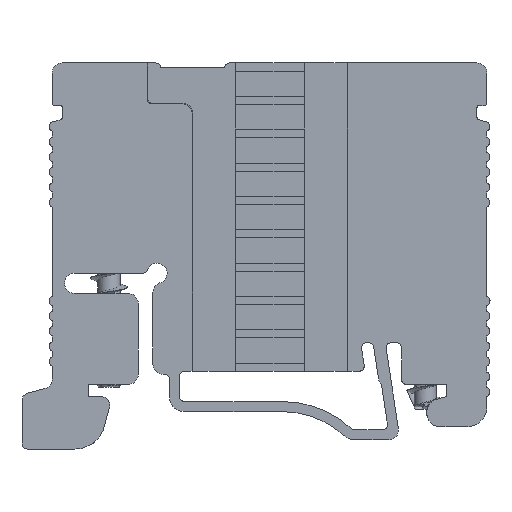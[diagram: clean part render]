
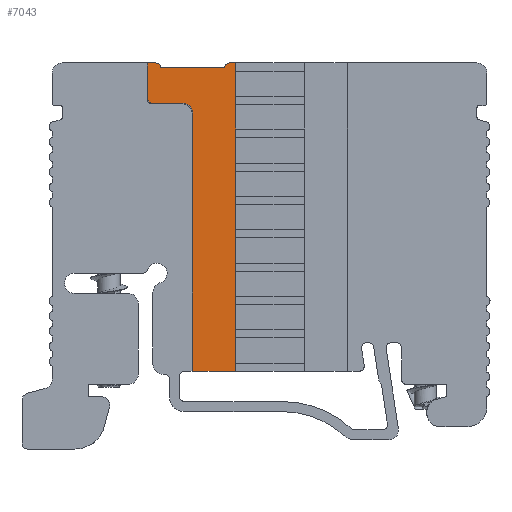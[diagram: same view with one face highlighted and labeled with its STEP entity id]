
A CAD part, front view. The second image highlights one B-rep face of the part: STEP entity #7043.
In plain terms, the highlighted planar face has unit normal (0, -1, 0).
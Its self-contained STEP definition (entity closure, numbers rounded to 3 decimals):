
#34=ELLIPSE('',#7559,0.501,0.5);
#181=LINE('',#9984,#912);
#208=LINE('',#10039,#939);
#230=LINE('',#10122,#961);
#433=LINE('',#10827,#1164);
#556=LINE('',#11068,#1287);
#751=LINE('',#11485,#1482);
#792=LINE('',#11578,#1523);
#809=LINE('',#11642,#1540);
#912=VECTOR('',#7751,1000.);
#939=VECTOR('',#7780,1000.);
#961=VECTOR('',#7820,1000.);
#1164=VECTOR('',#8373,1000.);
#1287=VECTOR('',#8588,1000.);
#1482=VECTOR('',#9041,1000.);
#1523=VECTOR('',#9142,1000.);
#1540=VECTOR('',#9243,1000.);
#1780=CIRCLE('',#7374,1.);
#1784=CIRCLE('',#7516,0.5);
#1785=CIRCLE('',#7518,0.5);
#3553=ORIENTED_EDGE('',*,*,#4033,.F.);
#3554=ORIENTED_EDGE('',*,*,#4811,.T.);
#3555=ORIENTED_EDGE('',*,*,#4006,.F.);
#3556=ORIENTED_EDGE('',*,*,#4769,.T.);
#3557=ORIENTED_EDGE('',*,*,#4743,.T.);
#3558=ORIENTED_EDGE('',*,*,#4770,.T.);
#3559=ORIENTED_EDGE('',*,*,#4065,.F.);
#3560=ORIENTED_EDGE('',*,*,#4790,.F.);
#3561=ORIENTED_EDGE('',*,*,#4803,.T.);
#3562=ORIENTED_EDGE('',*,*,#4420,.F.);
#3563=ORIENTED_EDGE('',*,*,#4545,.F.);
#3564=ORIENTED_EDGE('',*,*,#4543,.F.);
#4006=EDGE_CURVE('',#5056,#5057,#181,.T.);
#4033=EDGE_CURVE('',#5083,#5084,#208,.T.);
#4065=EDGE_CURVE('',#5113,#5114,#230,.T.);
#4420=EDGE_CURVE('',#5414,#5415,#433,.T.);
#4543=EDGE_CURVE('',#5084,#5486,#556,.T.);
#4545=EDGE_CURVE('',#5486,#5414,#1780,.T.);
#4743=EDGE_CURVE('',#5568,#5567,#751,.T.);
#4769=EDGE_CURVE('',#5056,#5568,#1784,.T.);
#4770=EDGE_CURVE('',#5567,#5114,#1785,.T.);
#4790=EDGE_CURVE('',#5589,#5113,#792,.T.);
#4803=EDGE_CURVE('',#5589,#5415,#34,.T.);
#4811=EDGE_CURVE('',#5083,#5057,#809,.T.);
#5056=VERTEX_POINT('',#9983);
#5057=VERTEX_POINT('',#9985);
#5083=VERTEX_POINT('',#10038);
#5084=VERTEX_POINT('',#10040);
#5113=VERTEX_POINT('',#10121);
#5114=VERTEX_POINT('',#10123);
#5414=VERTEX_POINT('',#10828);
#5415=VERTEX_POINT('',#10829);
#5486=VERTEX_POINT('',#11069);
#5567=VERTEX_POINT('',#11484);
#5568=VERTEX_POINT('',#11486);
#5589=VERTEX_POINT('',#11577);
#6104=EDGE_LOOP('',(#3553,#3554,#3555,#3556,#3557,#3558,#3559,#3560,#3561,
#3562,#3563,#3564));
#6467=FACE_BOUND('',#6104,.T.);
#6727=PLANE('',#7578);
#7043=ADVANCED_FACE('',(#6467),#6727,.T.);
#7374=AXIS2_PLACEMENT_3D('',#11072,#8592,#8593);
#7516=AXIS2_PLACEMENT_3D('',#11536,#9093,#9094);
#7518=AXIS2_PLACEMENT_3D('',#11538,#9097,#9098);
#7559=AXIS2_PLACEMENT_3D('',#11616,#9207,#9208);
#7578=AXIS2_PLACEMENT_3D('',#11647,#9252,#9253);
#7751=DIRECTION('',(1.,0.,0.));
#7780=DIRECTION('',(-1.,0.,0.));
#7820=DIRECTION('',(1.,0.,0.));
#8373=DIRECTION('',(-1.,0.,0.));
#8588=DIRECTION('',(0.,0.,1.));
#8592=DIRECTION('',(0.,-1.,0.));
#8593=DIRECTION('',(1.,0.,0.));
#9041=DIRECTION('',(-1.,0.,0.));
#9093=DIRECTION('',(0.,-1.,0.));
#9094=DIRECTION('',(0.,0.,-1.));
#9097=DIRECTION('',(0.,-1.,0.));
#9098=DIRECTION('',(0.,0.,-1.));
#9142=DIRECTION('',(0.,0.,1.));
#9207=DIRECTION('',(0.,-1.,0.));
#9208=DIRECTION('',(0.707,0.,0.707));
#9243=DIRECTION('',(0.,0.,1.));
#9252=DIRECTION('',(0.,-1.,0.));
#9253=DIRECTION('',(0.,0.,-1.));
#9983=CARTESIAN_POINT('',(-4.,1.6,18.772));
#9984=CARTESIAN_POINT('',(-17.85,1.6,18.772));
#9985=CARTESIAN_POINT('',(-3.4,1.6,18.772));
#10038=CARTESIAN_POINT('',(-3.4,1.6,-11.728));
#10039=CARTESIAN_POINT('',(-8.65,1.6,-11.728));
#10040=CARTESIAN_POINT('',(-7.65,1.6,-11.728));
#10121=CARTESIAN_POINT('',(-12.082,1.6,18.772));
#10122=CARTESIAN_POINT('',(-17.85,1.6,18.772));
#10123=CARTESIAN_POINT('',(-11.299,1.6,18.772));
#10827=CARTESIAN_POINT('',(-8.65,1.6,14.772));
#10828=CARTESIAN_POINT('',(-8.65,1.6,14.772));
#10829=CARTESIAN_POINT('',(-11.582,1.6,14.772));
#11068=CARTESIAN_POINT('',(-7.65,1.6,13.772));
#11069=CARTESIAN_POINT('',(-7.65,1.6,13.772));
#11072=CARTESIAN_POINT('',(-8.65,1.6,13.772));
#11484=CARTESIAN_POINT('',(-10.799,1.6,18.272));
#11485=CARTESIAN_POINT('',(-6.9,1.6,18.272));
#11486=CARTESIAN_POINT('',(-4.5,1.6,18.272));
#11536=CARTESIAN_POINT('',(-4.,1.6,18.272));
#11538=CARTESIAN_POINT('',(-11.299,1.6,18.272));
#11577=CARTESIAN_POINT('',(-12.082,1.6,15.271));
#11578=CARTESIAN_POINT('',(-12.082,1.6,13.772));
#11616=CARTESIAN_POINT('',(-11.581,1.6,15.272));
#11642=CARTESIAN_POINT('',(-3.4,1.6,-11.728));
#11647=CARTESIAN_POINT('',(-8.65,1.6,13.772));
